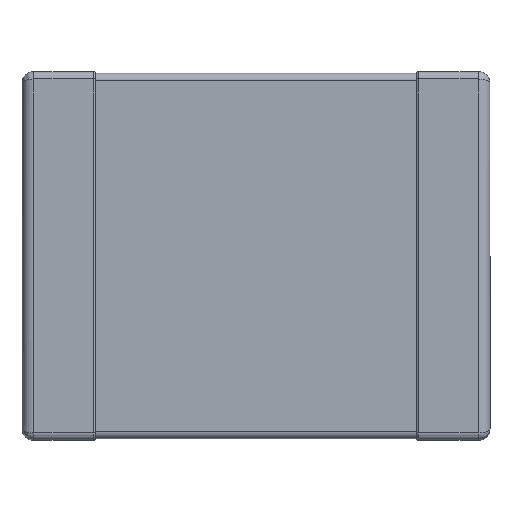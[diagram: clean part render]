
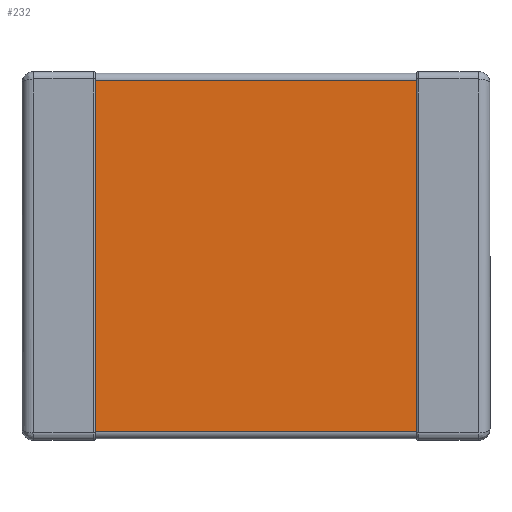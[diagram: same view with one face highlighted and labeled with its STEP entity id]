
A CAD part, top view. The second image highlights one B-rep face of the part: STEP entity #232.
In plain terms, the highlighted planar face has unit normal (0, 0, 1).
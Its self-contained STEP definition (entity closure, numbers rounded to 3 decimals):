
#109 = EDGE_CURVE ( 'NONE', #1571, #1916, #1878, .T. ) ;
#203 = LINE ( 'NONE', #2001, #1243 ) ;
#216 = DIRECTION ( 'NONE',  ( 0., 0., 1. ) ) ;
#232 = ADVANCED_FACE ( 'NONE', ( #2238 ), #1241, .T. ) ;
#462 = VECTOR ( 'NONE', #2439, 1000. ) ;
#480 = EDGE_CURVE ( 'NONE', #1345, #1571, #2087, .T. ) ;
#528 = DIRECTION ( 'NONE',  ( 0., 1., 0. ) ) ;
#592 = CARTESIAN_POINT ( 'NONE',  ( 1.1, -1.2, 0.56 ) ) ;
#669 = EDGE_LOOP ( 'NONE', ( #1934, #1309, #2411, #2044 ) ) ;
#749 = CARTESIAN_POINT ( 'NONE',  ( -1.1, -1.25, 0.56 ) ) ;
#810 = DIRECTION ( 'NONE',  ( 1., 0., 0. ) ) ;
#847 = LINE ( 'NONE', #1365, #2467 ) ;
#925 = AXIS2_PLACEMENT_3D ( 'NONE', #1464, #216, #1676 ) ;
#929 = CARTESIAN_POINT ( 'NONE',  ( -1.1, 1.2, 0.56 ) ) ;
#1168 = CARTESIAN_POINT ( 'NONE',  ( -1.1, -1.2, 0.56 ) ) ;
#1238 = VECTOR ( 'NONE', #810, 1000. ) ;
#1241 = PLANE ( 'NONE',  #925 ) ;
#1243 = VECTOR ( 'NONE', #528, 1000. ) ;
#1309 = ORIENTED_EDGE ( 'NONE', *, *, #109, .T. ) ;
#1345 = VERTEX_POINT ( 'NONE', #929 ) ;
#1365 = CARTESIAN_POINT ( 'NONE',  ( 0., 1.2, 0.56 ) ) ;
#1378 = DIRECTION ( 'NONE',  ( -1., 0., 0. ) ) ;
#1464 = CARTESIAN_POINT ( 'NONE',  ( 0., 0., 0.56 ) ) ;
#1482 = EDGE_CURVE ( 'NONE', #1916, #1583, #203, .T. ) ;
#1571 = VERTEX_POINT ( 'NONE', #1168 ) ;
#1583 = VERTEX_POINT ( 'NONE', #2586 ) ;
#1676 = DIRECTION ( 'NONE',  ( 1., 0., 0. ) ) ;
#1878 = LINE ( 'NONE', #2287, #1238 ) ;
#1916 = VERTEX_POINT ( 'NONE', #592 ) ;
#1934 = ORIENTED_EDGE ( 'NONE', *, *, #480, .T. ) ;
#2001 = CARTESIAN_POINT ( 'NONE',  ( 1.1, -1.25, 0.56 ) ) ;
#2044 = ORIENTED_EDGE ( 'NONE', *, *, #2286, .T. ) ;
#2087 = LINE ( 'NONE', #749, #462 ) ;
#2238 = FACE_OUTER_BOUND ( 'NONE', #669, .T. ) ;
#2286 = EDGE_CURVE ( 'NONE', #1583, #1345, #847, .T. ) ;
#2287 = CARTESIAN_POINT ( 'NONE',  ( 0., -1.2, 0.56 ) ) ;
#2411 = ORIENTED_EDGE ( 'NONE', *, *, #1482, .T. ) ;
#2439 = DIRECTION ( 'NONE',  ( 0., -1., 0. ) ) ;
#2467 = VECTOR ( 'NONE', #1378, 1000. ) ;
#2586 = CARTESIAN_POINT ( 'NONE',  ( 1.1, 1.2, 0.56 ) ) ;
